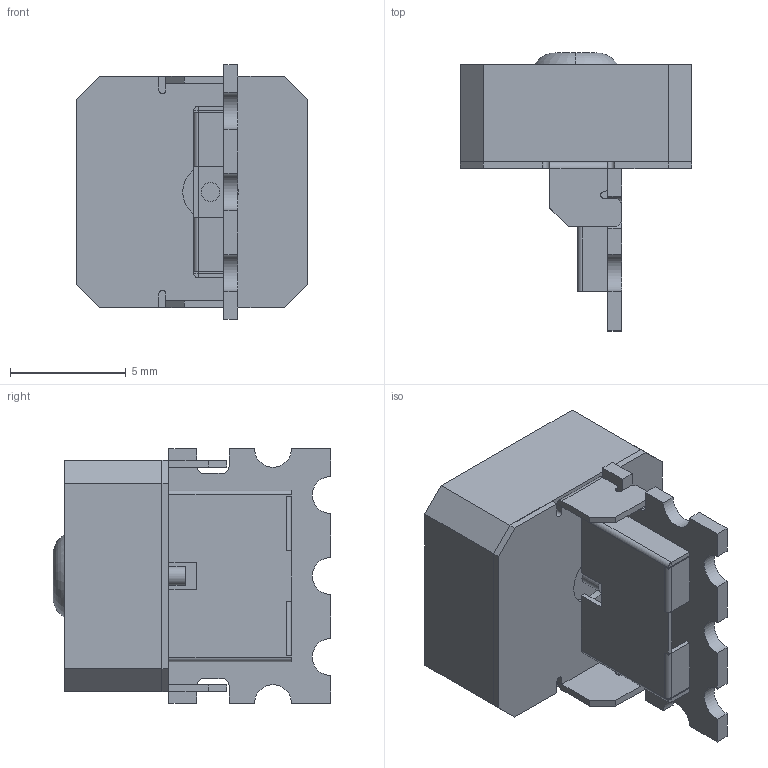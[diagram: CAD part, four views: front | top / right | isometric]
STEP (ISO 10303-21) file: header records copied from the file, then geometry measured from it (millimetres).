
FILE_DESCRIPTION (( 'STEP AP214' ), '1' );
FILE_NAME ('AP.10H.01.STEP', '2018-06-27T06:33:49', ( '' ), ( '' ), 'SwSTEP 2.0', 'SolidWorks 2017', '' );
FILE_SCHEMA (( 'AUTOMOTIVE_DESIGN' ));
Length unit declared in the file: millimetre
Products named in the file (5): AP.10H_Shielding case; AP.10H_PCB; AP.10H_Patch base; AP.10H_Patch; AP.10H.01
Assembly tree (4 placements, depth 2):
  AP.10H.01
    AP.10H_Patch
    AP.10H_Patch base
    AP.10H_PCB
    AP.10H_Shielding case
Bounding box: 10 x 12 x 11 mm (x, y, z)
Volume: 500.4 mm3; surface area: 868.8 mm2
Topology: 4 solids, 4 shells, 326 faces, 831 edges, 542 vertices
Faces by surface type: plane 232, bspline 56, cylinder 36, torus 2
Entity records: 14051 total; most frequent: CARTESIAN_POINT 5083, ORIENTED_EDGE 1662, DIRECTION 1351, EDGE_CURVE 831, VECTOR 641, LINE 641, VERTEX_POINT 542, EDGE_LOOP 357
